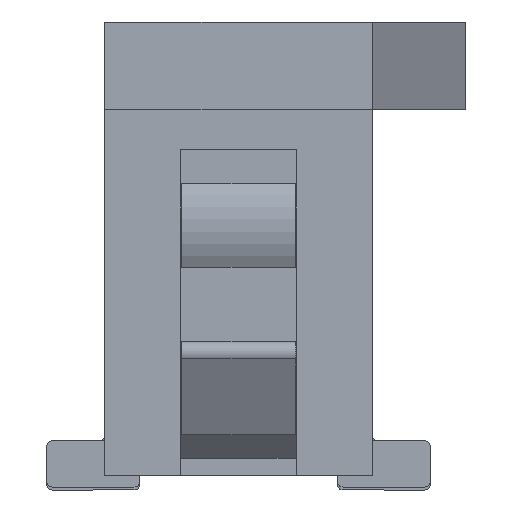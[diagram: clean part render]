
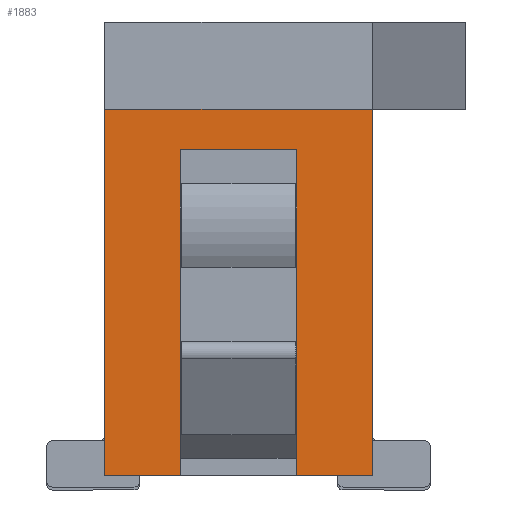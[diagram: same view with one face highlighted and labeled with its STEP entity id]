
A CAD part, left-side view. The second image highlights one B-rep face of the part: STEP entity #1883.
In plain terms, the highlighted planar face has unit normal (-1, 0, 0).
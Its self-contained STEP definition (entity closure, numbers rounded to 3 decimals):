
#1883 = ADVANCED_FACE( '', ( #4085 ), #4086, .F. );
#4085 = FACE_OUTER_BOUND( '', #6698, .T. );
#4086 = PLANE( '', #6699 );
#6698 = EDGE_LOOP( '', ( #12542, #12543, #12544, #12545, #12546, #12547, #12548, #12549 ) );
#6699 = AXIS2_PLACEMENT_3D( '', #12550, #12551, #12552 );
#12542 = ORIENTED_EDGE( '', *, *, #20233, .F. );
#12543 = ORIENTED_EDGE( '', *, *, #19611, .F. );
#12544 = ORIENTED_EDGE( '', *, *, #20318, .F. );
#12545 = ORIENTED_EDGE( '', *, *, #18894, .T. );
#12546 = ORIENTED_EDGE( '', *, *, #20228, .F. );
#12547 = ORIENTED_EDGE( '', *, *, #20319, .F. );
#12548 = ORIENTED_EDGE( '', *, *, #19134, .T. );
#12549 = ORIENTED_EDGE( '', *, *, #18311, .T. );
#12550 = CARTESIAN_POINT( '', ( -12.75, -1.15, 1.575 ) );
#12551 = DIRECTION( '', ( 1., 0., 0. ) );
#12552 = DIRECTION( '', ( 0., 0., -1. ) );
#18311 = EDGE_CURVE( '', #22667, #22665, #22668, .T. );
#18894 = EDGE_CURVE( '', #23699, #23697, #23700, .T. );
#19134 = EDGE_CURVE( '', #24105, #22667, #24108, .T. );
#19611 = EDGE_CURVE( '', #24914, #24909, #24916, .T. );
#20228 = EDGE_CURVE( '', #25836, #23697, #25838, .T. );
#20233 = EDGE_CURVE( '', #24909, #22665, #25845, .T. );
#20318 = EDGE_CURVE( '', #23699, #24914, #25954, .T. );
#20319 = EDGE_CURVE( '', #24105, #25836, #25955, .T. );
#22665 = VERTEX_POINT( '', #29037 );
#22667 = VERTEX_POINT( '', #29040 );
#22668 = LINE( '', #29041, #29042 );
#23697 = VERTEX_POINT( '', #30565 );
#23699 = VERTEX_POINT( '', #30568 );
#23700 = LINE( '', #30569, #30570 );
#24105 = VERTEX_POINT( '', #31151 );
#24108 = LINE( '', #31156, #31157 );
#24909 = VERTEX_POINT( '', #32379 );
#24914 = VERTEX_POINT( '', #32386 );
#24916 = LINE( '', #32389, #32390 );
#25836 = VERTEX_POINT( '', #33791 );
#25838 = LINE( '', #33794, #33795 );
#25845 = LINE( '', #33806, #33807 );
#25954 = LINE( '', #33974, #33975 );
#25955 = LINE( '', #33976, #33977 );
#29037 = CARTESIAN_POINT( '', ( -12.75, 1.15, -1.575 ) );
#29040 = CARTESIAN_POINT( '', ( -12.75, 1.15, 1.575 ) );
#29041 = CARTESIAN_POINT( '', ( -12.75, 1.15, 1.575 ) );
#29042 = VECTOR( '', #36925, 1000. );
#30565 = CARTESIAN_POINT( '', ( -12.75, -0.5, -1.575 ) );
#30568 = CARTESIAN_POINT( '', ( -12.75, -0.5, 1.225 ) );
#30569 = CARTESIAN_POINT( '', ( -12.75, -0.5, 1.225 ) );
#30570 = VECTOR( '', #37493, 1000. );
#31151 = CARTESIAN_POINT( '', ( -12.75, -1.15, 1.575 ) );
#31156 = CARTESIAN_POINT( '', ( -12.75, -1.15, 1.575 ) );
#31157 = VECTOR( '', #37753, 1000. );
#32379 = CARTESIAN_POINT( '', ( -12.75, 0.5, -1.575 ) );
#32386 = CARTESIAN_POINT( '', ( -12.75, 0.5, 1.225 ) );
#32389 = CARTESIAN_POINT( '', ( -12.75, 0.5, 1.225 ) );
#32390 = VECTOR( '', #38190, 1000. );
#33791 = CARTESIAN_POINT( '', ( -12.75, -1.15, -1.575 ) );
#33794 = CARTESIAN_POINT( '', ( -12.75, -1.15, -1.575 ) );
#33795 = VECTOR( '', #38778, 1000. );
#33806 = CARTESIAN_POINT( '', ( -12.75, -1.15, -1.575 ) );
#33807 = VECTOR( '', #38783, 1000. );
#33974 = CARTESIAN_POINT( '', ( -12.75, -0.5, 1.225 ) );
#33975 = VECTOR( '', #38848, 1000. );
#33976 = CARTESIAN_POINT( '', ( -12.75, -1.15, 1.575 ) );
#33977 = VECTOR( '', #38849, 1000. );
#36925 = DIRECTION( '', ( 0., 0., -1. ) );
#37493 = DIRECTION( '', ( 0., 0., -1. ) );
#37753 = DIRECTION( '', ( 0., 1., 0. ) );
#38190 = DIRECTION( '', ( 0., 0., -1. ) );
#38778 = DIRECTION( '', ( 0., 1., 0. ) );
#38783 = DIRECTION( '', ( 0., 1., 0. ) );
#38848 = DIRECTION( '', ( 0., 1., 0. ) );
#38849 = DIRECTION( '', ( 0., 0., -1. ) );
